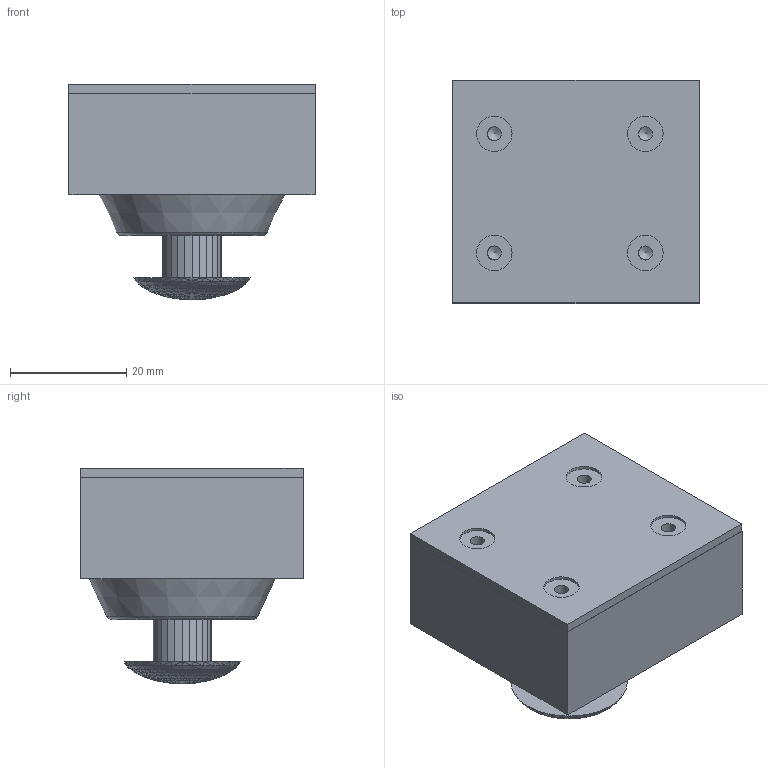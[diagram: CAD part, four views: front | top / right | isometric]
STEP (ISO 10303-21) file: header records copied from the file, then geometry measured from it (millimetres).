
FILE_DESCRIPTION(('FreeCAD Model'),'2;1');
FILE_NAME('Open CASCADE Shape Model','2024-03-18T13:31:15',(''),(''), 'Open CASCADE STEP processor 7.6','FreeCAD','Unknown');
FILE_SCHEMA(('AUTOMOTIVE_DESIGN { 1 0 10303 214 1 1 1 1 }'));
Length unit declared in the file: millimetre
Products named in the file (5): box; box under; box up; cap; board
Assembly tree (4 placements, depth 2):
  box
    box under
    box up
    cap
    board
Bounding box: 42.4 x 38.4 x 37.02 mm (x, y, z)
Volume: 18138.4 mm3; surface area: 20905.4 mm2
Topology: 4 solids, 4 shells, 2924 faces, 4755 edges, 1857 vertices
Faces by surface type: plane 2874, cylinder 36, cone 9, bspline 3, sphere 1, torus 1
Full cylindrical faces by diameter (mm): 2.42 x8, 3 x4, 4 x1, 5 x4, 6 x7, 6.1 x4, 12 x1
Entity records: 60899 total; most frequent: DIRECTION 10695, CARTESIAN_POINT 9776, ORIENTED_EDGE 9502, EDGE_CURVE 4751, LINE 4645, VECTOR 4645, AXIS2_PLACEMENT_3D 3025, FACE_BOUND 2962
